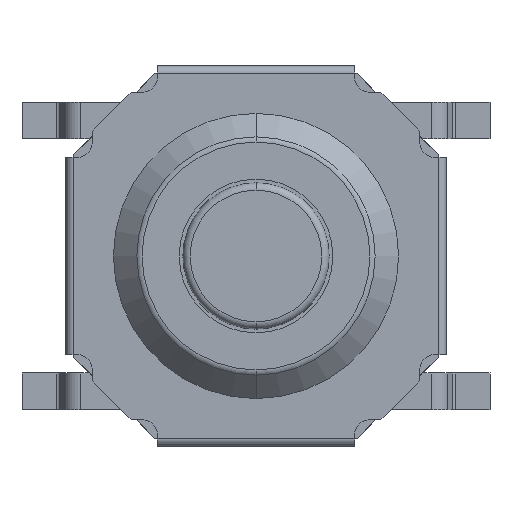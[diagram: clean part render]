
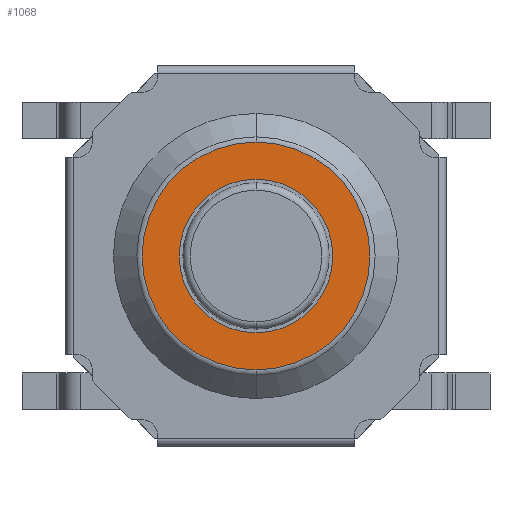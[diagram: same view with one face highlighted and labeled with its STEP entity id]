
A CAD part, front view. The second image highlights one B-rep face of the part: STEP entity #1068.
In plain terms, the highlighted planar face has unit normal (0, -1, 0).
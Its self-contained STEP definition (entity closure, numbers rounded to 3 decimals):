
#311 = DIRECTION ( 'NONE',  ( 0., -1., 0. ) ) ;
#616 = CARTESIAN_POINT ( 'NONE',  ( 0., -0.35, 1.559 ) ) ;
#897 = AXIS2_PLACEMENT_3D ( 'NONE', #5092, #1213, #5742 ) ;
#1001 = CARTESIAN_POINT ( 'NONE',  ( 0., -0.35, -1.559 ) ) ;
#1040 = DIRECTION ( 'NONE',  ( 0., -1., 0. ) ) ;
#1068 = ADVANCED_FACE ( 'NONE', ( #3816, #5734 ), #1265, .T. ) ;
#1091 = ORIENTED_EDGE ( 'NONE', *, *, #6182, .T. ) ;
#1213 = DIRECTION ( 'NONE',  ( 0., -1., 0. ) ) ;
#1265 = PLANE ( 'NONE',  #3187 ) ;
#1382 = CARTESIAN_POINT ( 'NONE',  ( 0., -0.35, 0. ) ) ;
#1669 = AXIS2_PLACEMENT_3D ( 'NONE', #4178, #311, #4844 ) ;
#1724 = AXIS2_PLACEMENT_3D ( 'NONE', #4939, #1040, #5576 ) ;
#1855 = VERTEX_POINT ( 'NONE', #2328 ) ;
#1931 = CIRCLE ( 'NONE', #6364, 1.559 ) ;
#2039 = DIRECTION ( 'NONE',  ( 0., 0., -1. ) ) ;
#2062 = EDGE_LOOP ( 'NONE', ( #1091, #3931 ) ) ;
#2328 = CARTESIAN_POINT ( 'NONE',  ( 0., -0.35, 1.05 ) ) ;
#2393 = ORIENTED_EDGE ( 'NONE', *, *, #4065, .F. ) ;
#3187 = AXIS2_PLACEMENT_3D ( 'NONE', #7358, #7951, #4827 ) ;
#3231 = ORIENTED_EDGE ( 'NONE', *, *, #4442, .F. ) ;
#3695 = CARTESIAN_POINT ( 'NONE',  ( 0., -0.35, -1.05 ) ) ;
#3816 = FACE_OUTER_BOUND ( 'NONE', #2062, .T. ) ;
#3931 = ORIENTED_EDGE ( 'NONE', *, *, #7218, .T. ) ;
#4065 = EDGE_CURVE ( 'NONE', #8231, #1855, #8049, .T. ) ;
#4178 = CARTESIAN_POINT ( 'NONE',  ( 0., -0.35, 0. ) ) ;
#4442 = EDGE_CURVE ( 'NONE', #1855, #8231, #6156, .T. ) ;
#4716 = VERTEX_POINT ( 'NONE', #616 ) ;
#4827 = DIRECTION ( 'NONE',  ( 0., 0., -1. ) ) ;
#4844 = DIRECTION ( 'NONE',  ( 0., 0., -1. ) ) ;
#4939 = CARTESIAN_POINT ( 'NONE',  ( 0., -0.35, 0. ) ) ;
#5069 = VERTEX_POINT ( 'NONE', #1001 ) ;
#5092 = CARTESIAN_POINT ( 'NONE',  ( 0., -0.35, 0. ) ) ;
#5576 = DIRECTION ( 'NONE',  ( 0., 0., -1. ) ) ;
#5734 = FACE_BOUND ( 'NONE', #7123, .T. ) ;
#5742 = DIRECTION ( 'NONE',  ( 0., 0., -1. ) ) ;
#5897 = DIRECTION ( 'NONE',  ( 0., -1., 0. ) ) ;
#6156 = CIRCLE ( 'NONE', #1669, 1.05 ) ;
#6182 = EDGE_CURVE ( 'NONE', #5069, #4716, #1931, .T. ) ;
#6364 = AXIS2_PLACEMENT_3D ( 'NONE', #1382, #5897, #2039 ) ;
#7019 = CIRCLE ( 'NONE', #897, 1.559 ) ;
#7123 = EDGE_LOOP ( 'NONE', ( #2393, #3231 ) ) ;
#7218 = EDGE_CURVE ( 'NONE', #4716, #5069, #7019, .T. ) ;
#7358 = CARTESIAN_POINT ( 'NONE',  ( 0., -0.35, 0. ) ) ;
#7951 = DIRECTION ( 'NONE',  ( 0., -1., 0. ) ) ;
#8049 = CIRCLE ( 'NONE', #1724, 1.05 ) ;
#8231 = VERTEX_POINT ( 'NONE', #3695 ) ;
